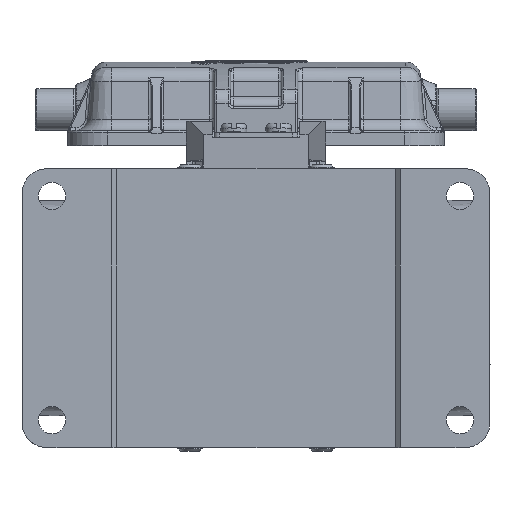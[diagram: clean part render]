
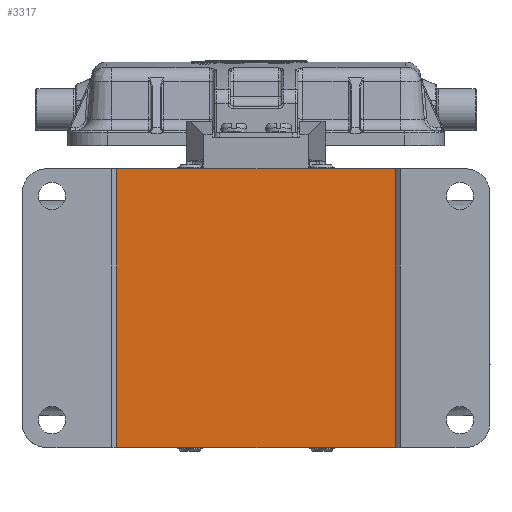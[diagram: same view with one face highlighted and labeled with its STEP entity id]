
A CAD part, front view. The second image highlights one B-rep face of the part: STEP entity #3317.
In plain terms, the highlighted planar face has unit normal (0, -1, 0).
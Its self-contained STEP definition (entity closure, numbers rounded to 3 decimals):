
#2082=PLANE('',#23428);
#3317=ADVANCED_FACE('NONE',(#4749),#2082,.F.);
#4749=FACE_OUTER_BOUND('',#6118,.T.);
#6118=EDGE_LOOP('',(#9319,#9320,#9321,#9322));
#9319=ORIENTED_EDGE('',*,*,#17756,.F.);
#9320=ORIENTED_EDGE('',*,*,#17761,.T.);
#9321=ORIENTED_EDGE('',*,*,#17694,.F.);
#9322=ORIENTED_EDGE('',*,*,#17758,.T.);
#15335=VERTEX_POINT('',#32606);
#15336=VERTEX_POINT('',#32608);
#15369=VERTEX_POINT('',#33048);
#15370=VERTEX_POINT('',#33050);
#17694=EDGE_CURVE('NONE',#15335,#15336,#20827,.T.);
#17756=EDGE_CURVE('NONE',#15369,#15370,#20861,.T.);
#17758=EDGE_CURVE('NONE',#15335,#15370,#20863,.T.);
#17761=EDGE_CURVE('NONE',#15369,#15336,#20866,.T.);
#20827=LINE('',#32607,#22087);
#20861=LINE('',#33049,#22121);
#20863=LINE('',#33053,#22123);
#20866=LINE('',#33058,#22126);
#22087=VECTOR('',#26226,1.);
#22121=VECTOR('',#26330,1.);
#22123=VECTOR('',#26334,1.);
#22126=VECTOR('',#26341,1.);
#23428=AXIS2_PLACEMENT_3D('',#33060,#26344,#26345);
#26226=DIRECTION('',(1.,0.,0.));
#26330=DIRECTION('',(-1.,0.,0.));
#26334=DIRECTION('',(0.,0.,-1.));
#26341=DIRECTION('',(0.,0.,1.));
#26344=DIRECTION('',(0.,1.,0.));
#26345=DIRECTION('',(0.,0.,1.));
#32606=CARTESIAN_POINT('',(-28.,-76.,28.));
#32607=CARTESIAN_POINT('',(-47.,-76.,28.));
#32608=CARTESIAN_POINT('',(28.,-76.,28.));
#33048=CARTESIAN_POINT('',(28.,-76.,-28.));
#33049=CARTESIAN_POINT('',(47.,-76.,-28.));
#33050=CARTESIAN_POINT('',(-28.,-76.,-28.));
#33053=CARTESIAN_POINT('',(-28.,-76.,33.6));
#33058=CARTESIAN_POINT('',(28.,-76.,33.6));
#33060=CARTESIAN_POINT('',(28.,-76.,33.6));
